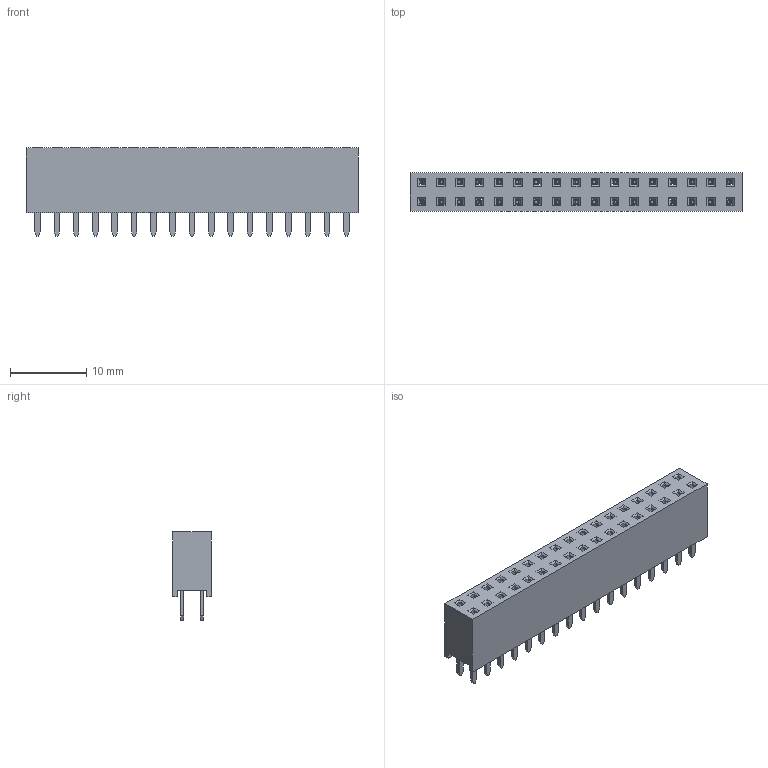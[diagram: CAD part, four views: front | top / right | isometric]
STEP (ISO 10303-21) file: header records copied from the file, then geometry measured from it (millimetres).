
FILE_DESCRIPTION(/* description */ ('Unknown'),/* implementation_level */ '2;1');
FILE_NAME(/* name */ '61303421821',/* time_stamp */ '2022-06-30T08:01:53+02:00',/* author */ ('Unknown'),/* organization */ ('Unknown'),/* preprocessor_version */ 'ST-DEVELOPER v16.7',/* originating_system */ 'Solid Edge',/* authorisation */ 'Unknown');
FILE_SCHEMA (('AUTOMOTIVE_DESIGN {1 0 10303 214 3 1 1}'));
Length unit declared in the file: millimetre
Products named in the file (3): 6130xx21821; 61303421821; 6130xx21821_PIN
Assembly tree (35 placements, depth 2):
  6130xx21821
    61303421821
    6130xx21821_PIN  x34
Bounding box: 43.68 x 5.08 x 11.6 mm (x, y, z)
Volume: 1529.8 mm3; surface area: 3767.2 mm2
Topology: 35 solids, 35 shells, 1404 faces, 3730 edges, 2396 vertices
Faces by surface type: plane 1064, cylinder 204, bspline 68, torus 68
Entity records: 13901 total; most frequent: CARTESIAN_POINT 2458, ORIENTED_EDGE 2370, DIRECTION 2161, EDGE_CURVE 1185, LINE 1163, VECTOR 1163, VERTEX_POINT 744, EDGE_LOOP 517
